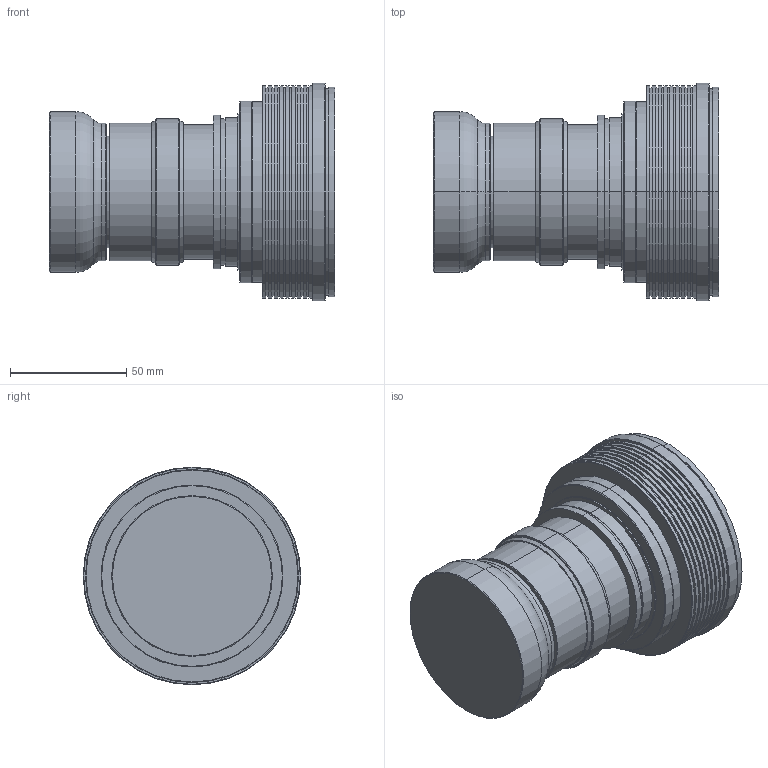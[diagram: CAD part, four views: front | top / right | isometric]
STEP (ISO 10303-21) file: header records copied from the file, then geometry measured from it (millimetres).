
FILE_DESCRIPTION (( 'STEP AP203' ), '1' );
FILE_NAME ('8008妗陑.STEP', '2025-12-30T06:30:08', ( '' ), ( '' ), 'SwSTEP 2.0', 'SolidWorks 2018', '' );
FILE_SCHEMA (( 'CONFIG_CONTROL_DESIGN' ));
Length unit declared in the file: millimetre
Products named in the file (1): 8008妗陑
Bounding box: 122.51 x 93.5 x 93.5 mm (x, y, z)
Volume: 497878.5 mm3; surface area: 50234 mm2
Topology: 1 solids, 1 shells, 133 faces, 264 edges, 166 vertices
Faces by surface type: cylinder 62, plane 35, cone 32, torus 4
Entity records: 3565 total; most frequent: DIRECTION 702, CARTESIAN_POINT 564, ORIENTED_EDGE 528, AXIS2_PLACEMENT_3D 304, EDGE_CURVE 264, CIRCLE 170, EDGE_LOOP 166, VERTEX_POINT 166
